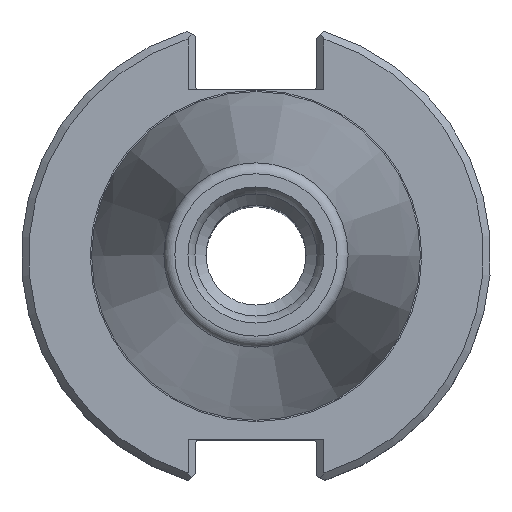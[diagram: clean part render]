
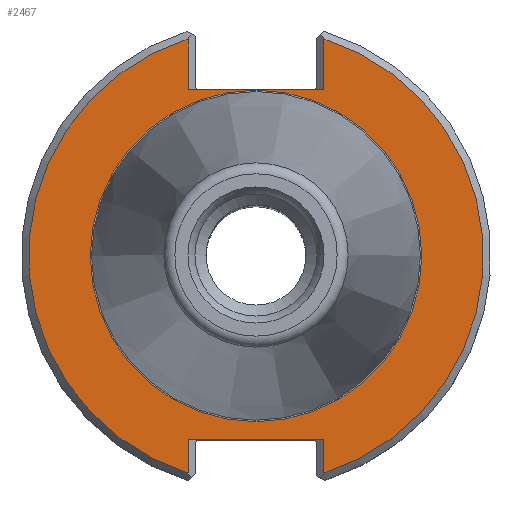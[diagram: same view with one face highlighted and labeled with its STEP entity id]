
A CAD part, top view. The second image highlights one B-rep face of the part: STEP entity #2467.
In plain terms, the highlighted planar face has unit normal (0, 0, 1).
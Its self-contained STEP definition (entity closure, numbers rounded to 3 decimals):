
#56=LINE('',#3760,#121);
#59=LINE('',#3771,#124);
#78=LINE('',#3854,#143);
#80=LINE('',#3870,#145);
#81=LINE('',#3872,#146);
#82=LINE('',#3874,#147);
#121=VECTOR('',#3000,1000.);
#124=VECTOR('',#3005,1000.);
#143=VECTOR('',#3052,1000.);
#145=VECTOR('',#3062,1000.);
#146=VECTOR('',#3063,1000.);
#147=VECTOR('',#3064,1000.);
#264=PLANE('',#2652);
#691=ORIENTED_EDGE('',*,*,#936,.T.);
#692=ORIENTED_EDGE('',*,*,#931,.T.);
#693=ORIENTED_EDGE('',*,*,#961,.F.);
#694=ORIENTED_EDGE('',*,*,#927,.T.);
#695=ORIENTED_EDGE('',*,*,#953,.T.);
#696=ORIENTED_EDGE('',*,*,#966,.T.);
#697=ORIENTED_EDGE('',*,*,#967,.F.);
#698=ORIENTED_EDGE('',*,*,#968,.T.);
#699=ORIENTED_EDGE('',*,*,#925,.F.);
#925=EDGE_CURVE('',#1118,#1118,#1225,.T.);
#927=EDGE_CURVE('',#1120,#1119,#56,.T.);
#931=EDGE_CURVE('',#1121,#1122,#59,.T.);
#936=EDGE_CURVE('',#1125,#1121,#1226,.T.);
#953=EDGE_CURVE('',#1119,#1136,#1227,.T.);
#961=EDGE_CURVE('',#1120,#1122,#78,.T.);
#966=EDGE_CURVE('',#1136,#1143,#80,.T.);
#967=EDGE_CURVE('',#1144,#1143,#81,.T.);
#968=EDGE_CURVE('',#1144,#1125,#82,.T.);
#1118=VERTEX_POINT('',#3753);
#1119=VERTEX_POINT('',#3759);
#1120=VERTEX_POINT('',#3761);
#1121=VERTEX_POINT('',#3768);
#1122=VERTEX_POINT('',#3770);
#1125=VERTEX_POINT('',#3786);
#1136=VERTEX_POINT('',#3832);
#1143=VERTEX_POINT('',#3871);
#1144=VERTEX_POINT('',#3873);
#1225=CIRCLE('',#2632,22.413);
#1226=CIRCLE('',#2637,30.75);
#1227=CIRCLE('',#2644,30.75);
#1378=EDGE_LOOP('',(#691,#692,#693,#694,#695,#696,#697,#698));
#1379=EDGE_LOOP('',(#699));
#1544=FACE_BOUND('',#1378,.T.);
#1545=FACE_BOUND('',#1379,.T.);
#2467=ADVANCED_FACE('',(#1544,#1545),#264,.T.);
#2632=AXIS2_PLACEMENT_3D('',#3752,#2996,#2997);
#2637=AXIS2_PLACEMENT_3D('',#3787,#3012,#3013);
#2644=AXIS2_PLACEMENT_3D('',#3833,#3038,#3039);
#2652=AXIS2_PLACEMENT_3D('',#3869,#3060,#3061);
#2996=DIRECTION('',(0.,0.,1.));
#2997=DIRECTION('',(1.,0.,0.));
#3000=DIRECTION('',(0.,-1.,0.));
#3005=DIRECTION('',(0.,1.,0.));
#3012=DIRECTION('',(0.,0.,1.));
#3013=DIRECTION('',(1.,0.,0.));
#3038=DIRECTION('',(0.,0.,1.));
#3039=DIRECTION('',(1.,0.,0.));
#3052=DIRECTION('',(-1.,0.,0.));
#3060=DIRECTION('',(0.,0.,1.));
#3061=DIRECTION('',(1.,0.,0.));
#3062=DIRECTION('',(0.,-1.,0.));
#3063=DIRECTION('',(1.,0.,0.));
#3064=DIRECTION('',(0.,1.,0.));
#3752=CARTESIAN_POINT('',(0.,0.,-3.17));
#3753=CARTESIAN_POINT('',(22.413,0.,-3.17));
#3759=CARTESIAN_POINT('',(9.19,-29.345,-3.17));
#3760=CARTESIAN_POINT('',(9.19,-30.831,-3.17));
#3761=CARTESIAN_POINT('',(9.19,-24.87,-3.17));
#3768=CARTESIAN_POINT('',(-9.19,-29.345,-3.17));
#3770=CARTESIAN_POINT('',(-9.19,-24.87,-3.17));
#3771=CARTESIAN_POINT('',(-9.19,-24.87,-3.17));
#3786=CARTESIAN_POINT('',(-9.19,29.345,-3.17));
#3787=CARTESIAN_POINT('',(0.,0.,-3.17));
#3832=CARTESIAN_POINT('',(9.19,29.345,-3.17));
#3833=CARTESIAN_POINT('',(0.,0.,-3.17));
#3854=CARTESIAN_POINT('',(8.19,-24.87,-3.17));
#3869=CARTESIAN_POINT('',(22.413,0.,-3.17));
#3870=CARTESIAN_POINT('',(9.19,22.46,-3.17));
#3871=CARTESIAN_POINT('',(9.19,22.46,-3.17));
#3872=CARTESIAN_POINT('',(-8.19,22.46,-3.17));
#3873=CARTESIAN_POINT('',(-9.19,22.46,-3.17));
#3874=CARTESIAN_POINT('',(-9.19,30.831,-3.17));
